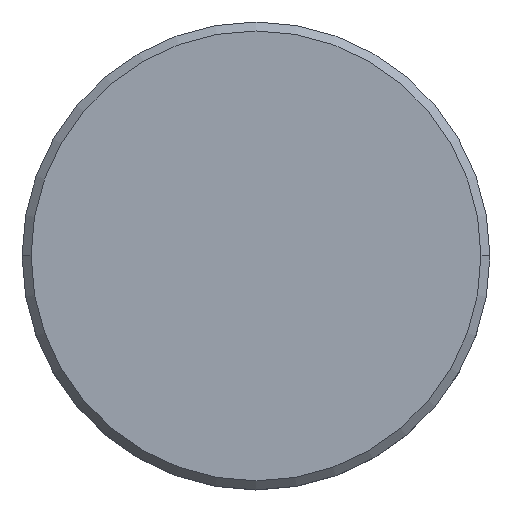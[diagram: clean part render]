
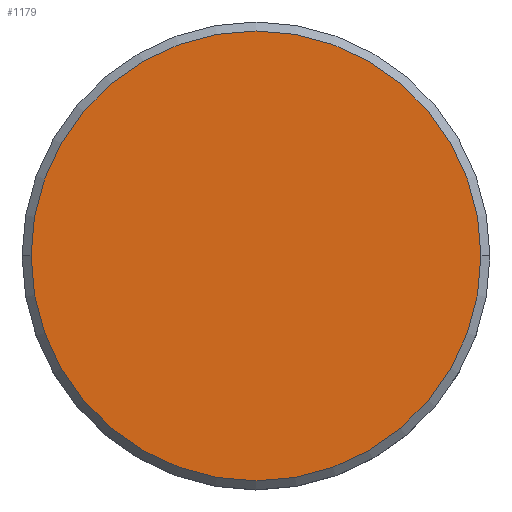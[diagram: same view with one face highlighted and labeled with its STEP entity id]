
A CAD part, top view. The second image highlights one B-rep face of the part: STEP entity #1179.
In plain terms, the highlighted planar face has unit normal (0, 0, 1).
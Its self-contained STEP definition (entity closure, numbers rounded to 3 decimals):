
#46 = EDGE_LOOP ( 'NONE', ( #845, #378 ) ) ;
#47 = DIRECTION ( 'NONE',  ( 0., 0., 1. ) ) ;
#53 = PLANE ( 'NONE',  #876 ) ;
#99 = AXIS2_PLACEMENT_3D ( 'NONE', #441, #447, #943 ) ;
#129 = DIRECTION ( 'NONE',  ( 0., 0., 1. ) ) ;
#198 = EDGE_CURVE ( 'NONE', #1021, #809, #913, .T. ) ;
#213 = DIRECTION ( 'NONE',  ( 1., 0., 0. ) ) ;
#251 = DIRECTION ( 'NONE',  ( 1., 0., 0. ) ) ;
#297 = CARTESIAN_POINT ( 'NONE',  ( -12.5, 0., 0. ) ) ;
#328 = FACE_OUTER_BOUND ( 'NONE', #46, .T. ) ;
#345 = CARTESIAN_POINT ( 'NONE',  ( 0., 0., 0. ) ) ;
#378 = ORIENTED_EDGE ( 'NONE', *, *, #759, .T. ) ;
#441 = CARTESIAN_POINT ( 'NONE',  ( 0., 0., 0. ) ) ;
#447 = DIRECTION ( 'NONE',  ( 0., 0., 1. ) ) ;
#449 = CARTESIAN_POINT ( 'NONE',  ( 12.5, 0., 0. ) ) ;
#682 = CIRCLE ( 'NONE', #99, 12.5 ) ;
#759 = EDGE_CURVE ( 'NONE', #809, #1021, #682, .T. ) ;
#809 = VERTEX_POINT ( 'NONE', #449 ) ;
#845 = ORIENTED_EDGE ( 'NONE', *, *, #198, .T. ) ;
#876 = AXIS2_PLACEMENT_3D ( 'NONE', #345, #47, #251 ) ;
#913 = CIRCLE ( 'NONE', #1112, 12.5 ) ;
#943 = DIRECTION ( 'NONE',  ( 1., 0., 0. ) ) ;
#1021 = VERTEX_POINT ( 'NONE', #297 ) ;
#1112 = AXIS2_PLACEMENT_3D ( 'NONE', #1117, #129, #213 ) ;
#1117 = CARTESIAN_POINT ( 'NONE',  ( 0., 0., 0. ) ) ;
#1179 = ADVANCED_FACE ( 'NONE', ( #328 ), #53, .T. ) ;
